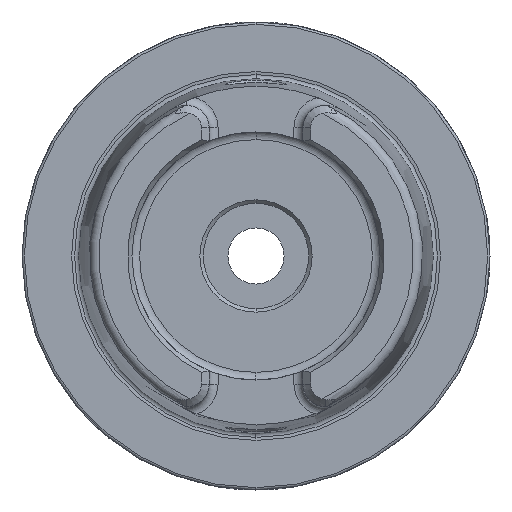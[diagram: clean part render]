
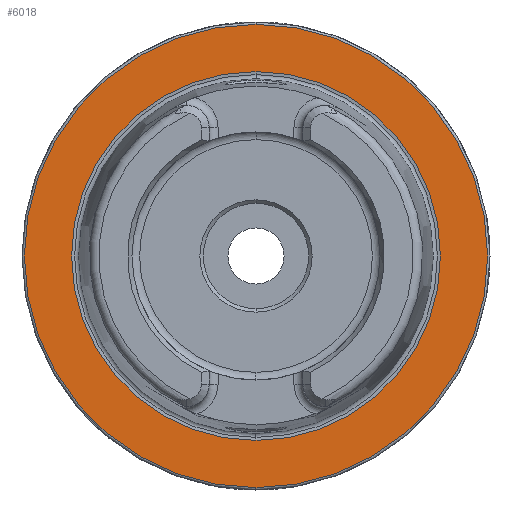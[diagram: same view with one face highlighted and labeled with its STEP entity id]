
A CAD part, left-side view. The second image highlights one B-rep face of the part: STEP entity #6018.
In plain terms, the highlighted planar face has unit normal (-1, 0, 0).
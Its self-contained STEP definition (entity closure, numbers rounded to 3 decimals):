
#86 = CARTESIAN_POINT ( 'NONE',  ( 0., 0., 49.5 ) ) ;
#90 = CARTESIAN_POINT ( 'NONE',  ( 0., 0., -49.5 ) ) ;
#1075 = CARTESIAN_POINT ( 'NONE',  ( 0., 0., 0. ) ) ;
#1076 = DIRECTION ( 'NONE',  ( -1., 0., 0. ) ) ;
#1077 = DIRECTION ( 'NONE',  ( 0., 0., 1. ) ) ;
#1087 = CARTESIAN_POINT ( 'NONE',  ( 0., 0., 0. ) ) ;
#1088 = DIRECTION ( 'NONE',  ( -1., 0., 0. ) ) ;
#1089 = DIRECTION ( 'NONE',  ( 0., 0., 1. ) ) ;
#1920 = VERTEX_POINT ( 'NONE', #3624 ) ;
#3624 = CARTESIAN_POINT ( 'NONE',  ( 0., 0., 39.405 ) ) ;
#4241 = FACE_BOUND ( 'NONE', #10378, .T. ) ;
#4244 = DIRECTION ( 'NONE',  ( 1., 0., 0. ) ) ;
#4246 = CARTESIAN_POINT ( 'NONE',  ( 0., 49.5, 0. ) ) ;
#4248 = FACE_OUTER_BOUND ( 'NONE', #10385, .T. ) ;
#4249 = PLANE ( 'NONE',  #7639 ) ;
#4251 = DIRECTION ( 'NONE',  ( 0., 0., -1. ) ) ;
#4560 = VERTEX_POINT ( 'NONE', #5071 ) ;
#5071 = CARTESIAN_POINT ( 'NONE',  ( 0., 0., -39.405 ) ) ;
#6018 = ADVANCED_FACE ( 'NONE', ( #4241, #4248 ), #4249, .F. ) ;
#6466 = CARTESIAN_POINT ( 'NONE',  ( 0., 0., 0. ) ) ;
#6467 = DIRECTION ( 'NONE',  ( -1., 0., 0. ) ) ;
#6468 = DIRECTION ( 'NONE',  ( 0., 0., 1. ) ) ;
#6470 = CARTESIAN_POINT ( 'NONE',  ( 0., 0., 0. ) ) ;
#6471 = DIRECTION ( 'NONE',  ( -1., 0., 0. ) ) ;
#6472 = DIRECTION ( 'NONE',  ( 0., 0., 1. ) ) ;
#6765 = EDGE_CURVE ( 'NONE', #4560, #1920, #8066, .T. ) ;
#6769 = EDGE_CURVE ( 'NONE', #10332, #10333, #8079, .T. ) ;
#7572 = ORIENTED_EDGE ( 'NONE', *, *, #9151, .F. ) ;
#7573 = ORIENTED_EDGE ( 'NONE', *, *, #6765, .F. ) ;
#7574 = ORIENTED_EDGE ( 'NONE', *, *, #6769, .T. ) ;
#7575 = ORIENTED_EDGE ( 'NONE', *, *, #9150, .T. ) ;
#7639 = AXIS2_PLACEMENT_3D ( 'NONE', #4246, #4244, #4251 ) ;
#8066 = CIRCLE ( 'NONE', #8071, 39.405 ) ;
#8071 = AXIS2_PLACEMENT_3D ( 'NONE', #1075, #1076, #1077 ) ;
#8079 = CIRCLE ( 'NONE', #8083, 49.5 ) ;
#8083 = AXIS2_PLACEMENT_3D ( 'NONE', #1087, #1088, #1089 ) ;
#9150 = EDGE_CURVE ( 'NONE', #10333, #10332, #9230, .T. ) ;
#9151 = EDGE_CURVE ( 'NONE', #1920, #4560, #9232, .T. ) ;
#9230 = CIRCLE ( 'NONE', #9233, 49.5 ) ;
#9232 = CIRCLE ( 'NONE', #9235, 39.405 ) ;
#9233 = AXIS2_PLACEMENT_3D ( 'NONE', #6466, #6467, #6468 ) ;
#9235 = AXIS2_PLACEMENT_3D ( 'NONE', #6470, #6471, #6472 ) ;
#10332 = VERTEX_POINT ( 'NONE', #86 ) ;
#10333 = VERTEX_POINT ( 'NONE', #90 ) ;
#10378 = EDGE_LOOP ( 'NONE', ( #7572, #7573 ) ) ;
#10385 = EDGE_LOOP ( 'NONE', ( #7574, #7575 ) ) ;
